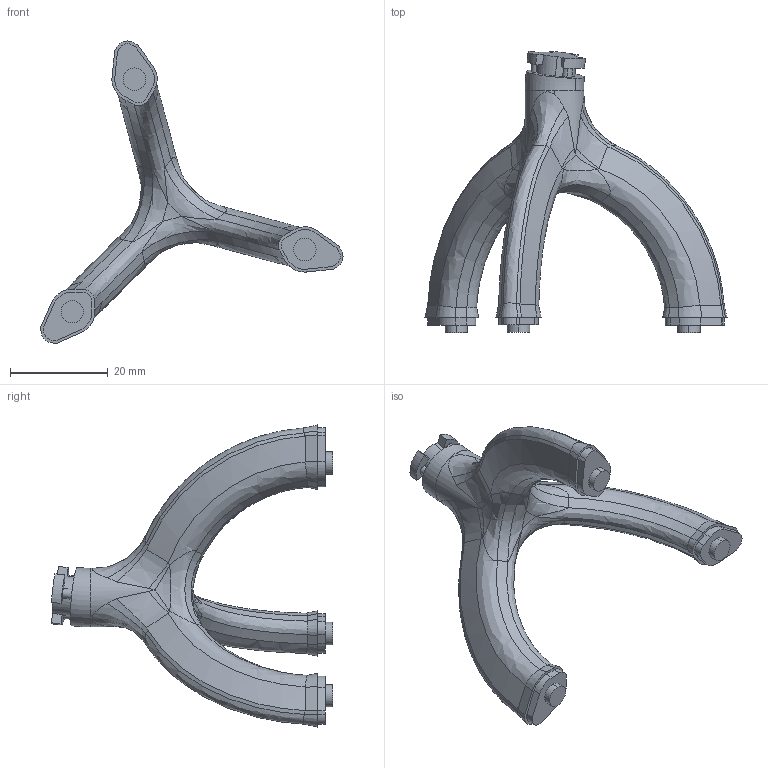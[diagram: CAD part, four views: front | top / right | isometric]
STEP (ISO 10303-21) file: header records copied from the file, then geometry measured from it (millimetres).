
FILE_DESCRIPTION (( 'STEP AP214' ), '1' );
FILE_NAME ('DrumPad_Leg_Short.STEP', '2025-08-27T08:24:09', ( '' ), ( '' ), 'SwSTEP 2.0', 'SolidWorks 2024', '' );
FILE_SCHEMA (( 'AUTOMOTIVE_DESIGN' ));
Length unit declared in the file: millimetre
Products named in the file (1): DrumPad_Leg_Short
Bounding box: 61.78 x 57.51 x 61.78 mm (x, y, z)
Volume: 12986.7 mm3; surface area: 5688.9 mm2
Topology: 1 solids, 1 shells, 171 faces, 456 edges, 294 vertices
Faces by surface type: bspline 60, plane 56, cylinder 35, cone 14, sphere 4, torus 2
Entity records: 11821 total; most frequent: CARTESIAN_POINT 8014, ORIENTED_EDGE 912, DIRECTION 620, EDGE_CURVE 456, VERTEX_POINT 294, AXIS2_PLACEMENT_3D 230, EDGE_LOOP 178, B_SPLINE_CURVE_WITH_KNOTS 174
